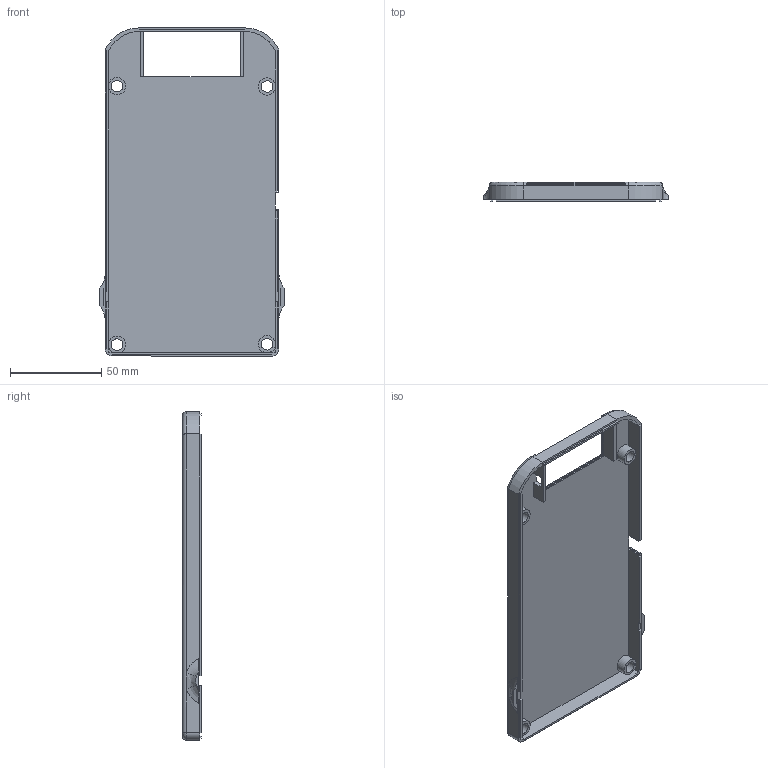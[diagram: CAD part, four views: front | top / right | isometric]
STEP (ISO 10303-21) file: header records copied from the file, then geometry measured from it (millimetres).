
FILE_DESCRIPTION(/* description */ (''),/* implementation_level */ '2;1');
FILE_NAME(/* name */ 'Case_Bottom.step',/* time_stamp */ '2017-06-23T00:52:00+02:00',/* author */ (''),/* organization */ (''),/* preprocessor_version */ 'ST-DEVELOPER v16.13',/* originating_system */ 'Autodesk Translation Framework v6.1.1.50',/* authorisation */ '');
FILE_SCHEMA (('AUTOMOTIVE_DESIGN { 1 0 10303 214 3 1 1 }'));
Length unit declared in the file: millimetre
Products named in the file (1): TCase2 v101
Bounding box: 101.26 x 10.4 x 179.88 mm (x, y, z)
Volume: 40155.7 mm3; surface area: 42601.5 mm2
Topology: 1 solids, 1 shells, 141 faces, 382 edges, 240 vertices
Faces by surface type: plane 105, cylinder 22, torus 10, bspline 4
Full cylindrical faces by diameter (mm): 6.36 x4
Entity records: 4578 total; most frequent: CARTESIAN_POINT 904, ORIENTED_EDGE 748, DIRECTION 714, EDGE_CURVE 374, LINE 294, VECTOR 294, VERTEX_POINT 240, AXIS2_PLACEMENT_3D 210
